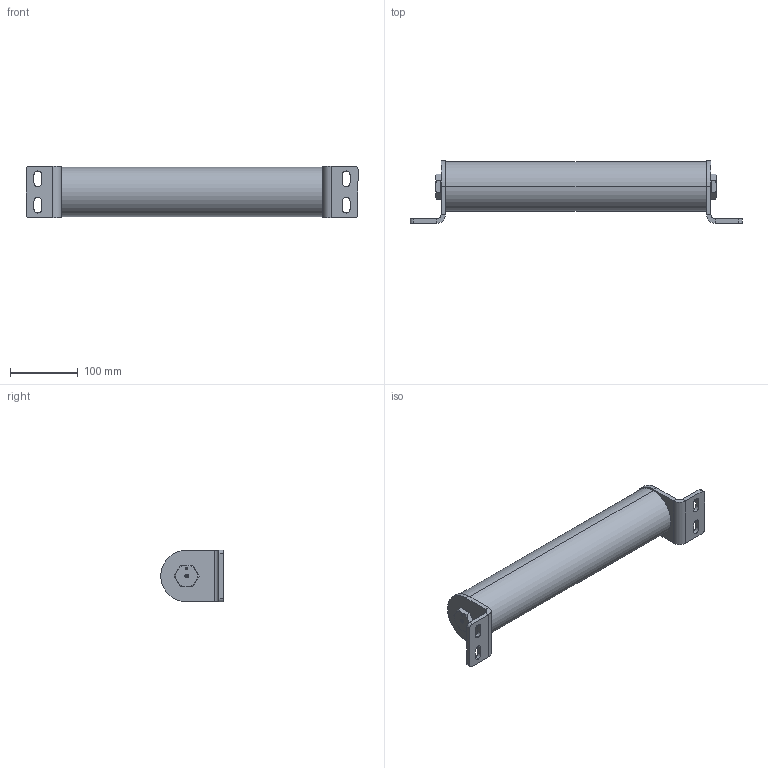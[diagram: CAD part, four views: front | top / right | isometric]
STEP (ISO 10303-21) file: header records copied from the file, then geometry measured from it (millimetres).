
FILE_DESCRIPTION (( 'STEP AP214' ), '1' );
FILE_NAME ('24414.STEP', '2024-05-06T13:40:08', ( '' ), ( '' ), 'SwSTEP 2.0', 'SolidWorks 2021', '' );
FILE_SCHEMA (( 'AUTOMOTIVE_DESIGN' ));
Length unit declared in the file: inch
Products named in the file (1): 24414
Bounding box: 488.72 x 92.08 x 76.2 mm (x, y, z)
Volume: 404823.7 mm3; surface area: 223875.8 mm2
Topology: 10 solids, 10 shells, 224 faces, 534 edges, 330 vertices
Faces by surface type: cylinder 99, plane 77, cone 40, sphere 6, torus 2
Entity records: 9738 total; most frequent: CARTESIAN_POINT 1371, DIRECTION 1183, ORIENTED_EDGE 1052, EDGE_CURVE 526, AXIS2_PLACEMENT_3D 472, VERTEX_POINT 326, EDGE_LOOP 252, CIRCLE 247
